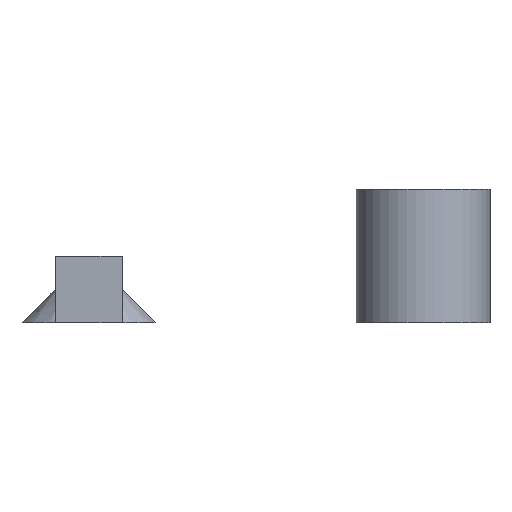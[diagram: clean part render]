
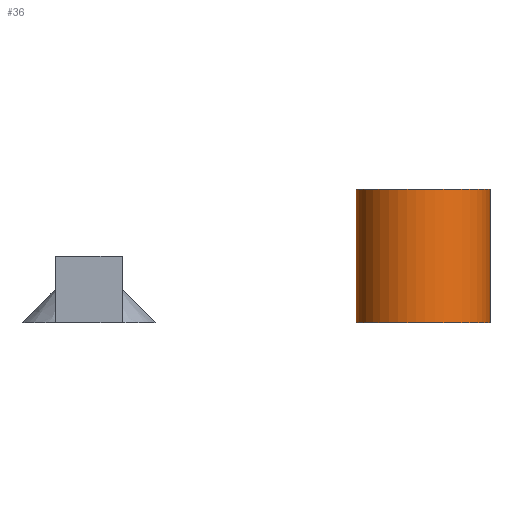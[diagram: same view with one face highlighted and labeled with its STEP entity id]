
A CAD part, front view. The second image highlights one B-rep face of the part: STEP entity #36.
In plain terms, the highlighted free-form (B-spline) face has degree [2, 1] with [9, 2] control points.
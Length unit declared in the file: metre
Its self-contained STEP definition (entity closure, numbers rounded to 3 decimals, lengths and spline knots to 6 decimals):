
#14=(
BOUNDED_CURVE()
B_SPLINE_CURVE(2,(#385,#386,#387,#388,#389,#390,#391,#392,#393),
 .UNSPECIFIED.,.T.,.F.)
B_SPLINE_CURVE_WITH_KNOTS((3,2,2,2,3),(0.,15.707963,31.415927,
47.12389,62.831853),.UNSPECIFIED.)
CURVE()
GEOMETRIC_REPRESENTATION_ITEM()
RATIONAL_B_SPLINE_CURVE((1.,0.707,1.,0.707,1.,0.707,
1.,0.707,1.))
REPRESENTATION_ITEM('')
);
#15=(
BOUNDED_CURVE()
B_SPLINE_CURVE(1,(#394,#395),.UNSPECIFIED.,.F.,.F.)
B_SPLINE_CURVE_WITH_KNOTS((2,2),(0.,20.),.UNSPECIFIED.)
CURVE()
GEOMETRIC_REPRESENTATION_ITEM()
RATIONAL_B_SPLINE_CURVE((1.,1.))
REPRESENTATION_ITEM('')
);
#16=(
BOUNDED_CURVE()
B_SPLINE_CURVE(2,(#396,#397,#398,#399,#400,#401,#402,#403,#404),
 .UNSPECIFIED.,.T.,.F.)
B_SPLINE_CURVE_WITH_KNOTS((3,2,2,2,3),(0.,15.707963,31.415927,
47.12389,62.831853),.UNSPECIFIED.)
CURVE()
GEOMETRIC_REPRESENTATION_ITEM()
RATIONAL_B_SPLINE_CURVE((1.,0.707,1.,0.707,1.,0.707,
1.,0.707,1.))
REPRESENTATION_ITEM('')
);
#19=(
BOUNDED_SURFACE()
B_SPLINE_SURFACE(2,1,((#365,#366),(#367,#368),(#369,#370),(#371,#372),(#373,
#374),(#375,#376),(#377,#378),(#379,#380),(#381,#382)),.UNSPECIFIED.,.T.,
 .F.,.F.)
B_SPLINE_SURFACE_WITH_KNOTS((3,2,2,2,3),(2,2),(0.,15.707963,31.415927,
47.12389,62.831853),(0.,20.),.UNSPECIFIED.)
GEOMETRIC_REPRESENTATION_ITEM()
RATIONAL_B_SPLINE_SURFACE(((1.,1.),(0.707,0.707),
(1.,1.),(0.707,0.707),(1.,1.),(0.707,
0.707),(1.,1.),(0.707,0.707),(1.,1.)))
REPRESENTATION_ITEM('')
SURFACE()
);
#36=ADVANCED_FACE('',(#44),#19,.T.);
#44=FACE_OUTER_BOUND('',#52,.T.);
#52=EDGE_LOOP('',(#79,#80,#81,#82));
#79=ORIENTED_EDGE('',*,*,#99,.T.);
#80=ORIENTED_EDGE('',*,*,#100,.T.);
#81=ORIENTED_EDGE('',*,*,#101,.F.);
#82=ORIENTED_EDGE('',*,*,#100,.F.);
#99=EDGE_CURVE('',#127,#127,#14,.T.);
#100=EDGE_CURVE('',#127,#128,#15,.T.);
#101=EDGE_CURVE('',#128,#128,#16,.T.);
#127=VERTEX_POINT('',#383);
#128=VERTEX_POINT('',#384);
#365=CARTESIAN_POINT('',(60.,0.,20.));
#366=CARTESIAN_POINT('',(60.,0.,0.));
#367=CARTESIAN_POINT('',(60.,-10.,20.));
#368=CARTESIAN_POINT('',(60.,-10.,0.));
#369=CARTESIAN_POINT('',(50.,-10.,20.));
#370=CARTESIAN_POINT('',(50.,-10.,0.));
#371=CARTESIAN_POINT('',(40.,-10.,20.));
#372=CARTESIAN_POINT('',(40.,-10.,0.));
#373=CARTESIAN_POINT('',(40.,0.,20.));
#374=CARTESIAN_POINT('',(40.,0.,0.));
#375=CARTESIAN_POINT('',(40.,10.,20.));
#376=CARTESIAN_POINT('',(40.,10.,0.));
#377=CARTESIAN_POINT('',(50.,10.,20.));
#378=CARTESIAN_POINT('',(50.,10.,0.));
#379=CARTESIAN_POINT('',(60.,10.,20.));
#380=CARTESIAN_POINT('',(60.,10.,0.));
#381=CARTESIAN_POINT('',(60.,0.,20.));
#382=CARTESIAN_POINT('',(60.,0.,0.));
#383=CARTESIAN_POINT('',(60.,0.,20.));
#384=CARTESIAN_POINT('',(60.,0.,0.));
#385=CARTESIAN_POINT('',(60.,0.,20.));
#386=CARTESIAN_POINT('',(60.,-10.,20.));
#387=CARTESIAN_POINT('',(50.,-10.,20.));
#388=CARTESIAN_POINT('',(40.,-10.,20.));
#389=CARTESIAN_POINT('',(40.,0.,20.));
#390=CARTESIAN_POINT('',(40.,10.,20.));
#391=CARTESIAN_POINT('',(50.,10.,20.));
#392=CARTESIAN_POINT('',(60.,10.,20.));
#393=CARTESIAN_POINT('',(60.,0.,20.));
#394=CARTESIAN_POINT('',(60.,0.,20.));
#395=CARTESIAN_POINT('',(60.,0.,0.));
#396=CARTESIAN_POINT('',(60.,0.,0.));
#397=CARTESIAN_POINT('',(60.,-10.,0.));
#398=CARTESIAN_POINT('',(50.,-10.,0.));
#399=CARTESIAN_POINT('',(40.,-10.,0.));
#400=CARTESIAN_POINT('',(40.,0.,0.));
#401=CARTESIAN_POINT('',(40.,10.,0.));
#402=CARTESIAN_POINT('',(50.,10.,0.));
#403=CARTESIAN_POINT('',(60.,10.,0.));
#404=CARTESIAN_POINT('',(60.,0.,0.));
